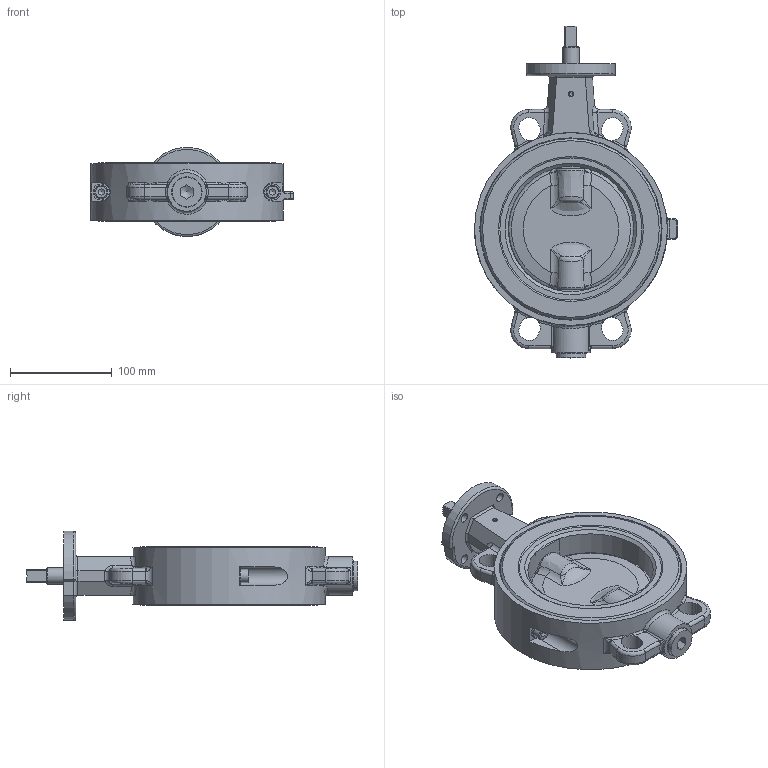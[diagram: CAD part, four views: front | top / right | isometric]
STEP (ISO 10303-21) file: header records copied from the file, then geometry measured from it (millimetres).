
FILE_DESCRIPTION((''),'2;1');
FILE_NAME('Z011-K1-GMX-DN125.stp','2009-01-14T11:14:52',('hellwig'),(''),'Autodesk Inventor 2008','Autodesk Inventor 2008','');
FILE_SCHEMA(('AUTOMOTIVE_DESIGN { 1 0 10303 214 1 1 1 1 }'));
Length unit declared in the file: millimetre
Products named in the file (1): Bauteil1
Bounding box: 200 x 327 x 87.67 mm (x, y, z)
Volume: 1297742.4 mm3; surface area: 195153.1 mm2
Topology: 1 solids, 15 shells, 595 faces, 1461 edges, 870 vertices
Faces by surface type: bspline 182, plane 158, cylinder 154, cone 52, torus 47, sphere 2
Full cylindrical faces by diameter (mm): 4 x1, 6.647 x2, 8 x2, 8.4 x2, 8.5 x2, 12.3 x1, 12.5 x1, 12.8 x3, 13 x3, 15.2 x1, 16 x10, 16.2 x4, 16.3 x1, 16.35 x5, 20.95 x3, 21 x2, 22.376 x2, 25.3 x1, 29 x1, 29.5 x1, 29.9 x1, 30 x2, 38 x1, 140 x2, 178 x1, 179.5 x1, 190 x1
Entity records: 27066 total; most frequent: CARTESIAN_POINT 14254, ORIENTED_EDGE 2466, DIRECTION 2355, EDGE_CURVE 1233, AXIS2_PLACEMENT_3D 1004, VERTEX_POINT 816, EDGE_LOOP 787, STYLED_ITEM 596
